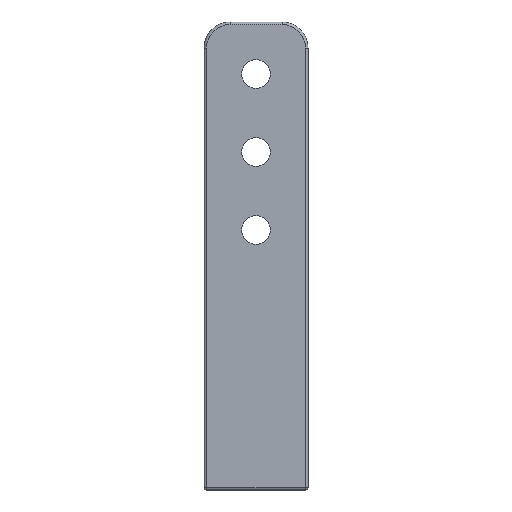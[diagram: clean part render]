
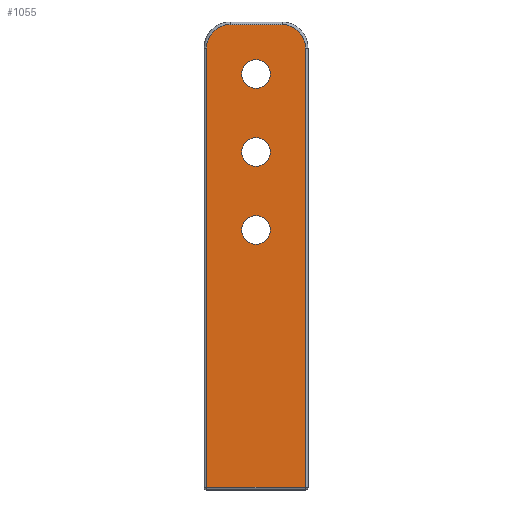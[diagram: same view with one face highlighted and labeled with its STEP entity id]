
A CAD part, front view. The second image highlights one B-rep face of the part: STEP entity #1055.
In plain terms, the highlighted planar face has unit normal (0, -1, 0).
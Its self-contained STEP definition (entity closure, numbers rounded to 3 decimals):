
#69=FACE_BOUND('',#312,.T.);
#70=FACE_BOUND('',#313,.T.);
#71=FACE_BOUND('',#314,.T.);
#97=LINE('',#2308,#152);
#105=LINE('',#2341,#160);
#107=LINE('',#2353,#162);
#109=LINE('',#2362,#164);
#152=VECTOR('',#1389,10.);
#160=VECTOR('',#1427,10.);
#162=VECTOR('',#1441,10.);
#164=VECTOR('',#1453,10.);
#193=PLANE('',#1201);
#237=FACE_OUTER_BOUND('',#311,.T.);
#311=EDGE_LOOP('',(#872,#873,#874,#875,#876,#877));
#312=EDGE_LOOP('',(#878));
#313=EDGE_LOOP('',(#879));
#314=EDGE_LOOP('',(#880));
#407=CIRCLE('',#1181,4.5);
#411=CIRCLE('',#1187,4.5);
#417=CIRCLE('',#1202,2.75);
#418=CIRCLE('',#1203,2.75);
#419=CIRCLE('',#1204,2.75);
#490=VERTEX_POINT('',#2294);
#493=VERTEX_POINT('',#2301);
#505=VERTEX_POINT('',#2339);
#507=VERTEX_POINT('',#2345);
#509=VERTEX_POINT('',#2351);
#511=VERTEX_POINT('',#2357);
#523=VERTEX_POINT('',#2396);
#524=VERTEX_POINT('',#2398);
#525=VERTEX_POINT('',#2400);
#606=EDGE_CURVE('',#493,#490,#97,.T.);
#623=EDGE_CURVE('',#505,#493,#105,.T.);
#626=EDGE_CURVE('',#507,#505,#407,.T.);
#629=EDGE_CURVE('',#509,#507,#107,.T.);
#632=EDGE_CURVE('',#511,#509,#411,.T.);
#634=EDGE_CURVE('',#490,#511,#109,.T.);
#651=EDGE_CURVE('',#523,#523,#417,.T.);
#652=EDGE_CURVE('',#524,#524,#418,.T.);
#653=EDGE_CURVE('',#525,#525,#419,.T.);
#872=ORIENTED_EDGE('',*,*,#606,.F.);
#873=ORIENTED_EDGE('',*,*,#623,.F.);
#874=ORIENTED_EDGE('',*,*,#626,.F.);
#875=ORIENTED_EDGE('',*,*,#629,.F.);
#876=ORIENTED_EDGE('',*,*,#632,.F.);
#877=ORIENTED_EDGE('',*,*,#634,.F.);
#878=ORIENTED_EDGE('',*,*,#651,.T.);
#879=ORIENTED_EDGE('',*,*,#652,.T.);
#880=ORIENTED_EDGE('',*,*,#653,.T.);
#1055=ADVANCED_FACE('',(#237,#69,#70,#71),#193,.T.);
#1181=AXIS2_PLACEMENT_3D('',#2347,#1433,#1434);
#1187=AXIS2_PLACEMENT_3D('',#2359,#1447,#1448);
#1201=AXIS2_PLACEMENT_3D('',#2395,#1486,#1487);
#1202=AXIS2_PLACEMENT_3D('',#2397,#1488,#1489);
#1203=AXIS2_PLACEMENT_3D('',#2399,#1490,#1491);
#1204=AXIS2_PLACEMENT_3D('',#2401,#1492,#1493);
#1389=DIRECTION('',(-1.,0.,0.));
#1427=DIRECTION('',(0.,0.,-1.));
#1433=DIRECTION('center_axis',(0.,1.,0.));
#1434=DIRECTION('ref_axis',(0.707,0.,0.707));
#1441=DIRECTION('',(1.,0.,0.));
#1447=DIRECTION('center_axis',(0.,1.,0.));
#1448=DIRECTION('ref_axis',(-0.707,0.,0.707));
#1453=DIRECTION('',(0.,0.,1.));
#1486=DIRECTION('center_axis',(0.,-1.,0.));
#1487=DIRECTION('ref_axis',(0.,0.,-1.));
#1488=DIRECTION('center_axis',(0.,1.,0.));
#1489=DIRECTION('ref_axis',(1.,0.,0.));
#1490=DIRECTION('center_axis',(0.,1.,0.));
#1491=DIRECTION('ref_axis',(1.,0.,0.));
#1492=DIRECTION('center_axis',(0.,1.,0.));
#1493=DIRECTION('ref_axis',(1.,0.,0.));
#2294=CARTESIAN_POINT('',(0.5,0.,0.5));
#2301=CARTESIAN_POINT('',(19.5,0.,0.5));
#2308=CARTESIAN_POINT('',(0.,0.,0.5));
#2339=CARTESIAN_POINT('',(19.5,0.,85.));
#2341=CARTESIAN_POINT('',(19.5,0.,67.5));
#2345=CARTESIAN_POINT('',(15.,0.,89.5));
#2347=CARTESIAN_POINT('Origin',(15.,0.,85.));
#2351=CARTESIAN_POINT('',(5.,0.,89.5));
#2353=CARTESIAN_POINT('',(0.,0.,89.5));
#2357=CARTESIAN_POINT('',(0.5,0.,85.));
#2359=CARTESIAN_POINT('Origin',(5.,0.,85.));
#2362=CARTESIAN_POINT('',(0.5,0.,67.5));
#2395=CARTESIAN_POINT('Origin',(0.,0.,90.));
#2396=CARTESIAN_POINT('',(7.25,0.,80.));
#2397=CARTESIAN_POINT('Origin',(10.,0.,80.));
#2398=CARTESIAN_POINT('',(7.25,0.,65.));
#2399=CARTESIAN_POINT('Origin',(10.,0.,65.));
#2400=CARTESIAN_POINT('',(7.25,0.,50.));
#2401=CARTESIAN_POINT('Origin',(10.,0.,50.));
